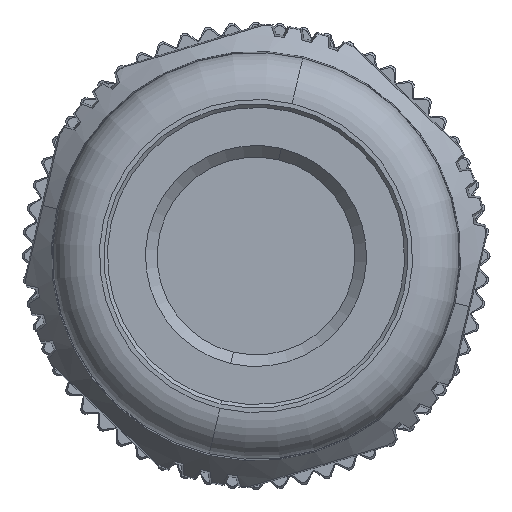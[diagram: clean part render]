
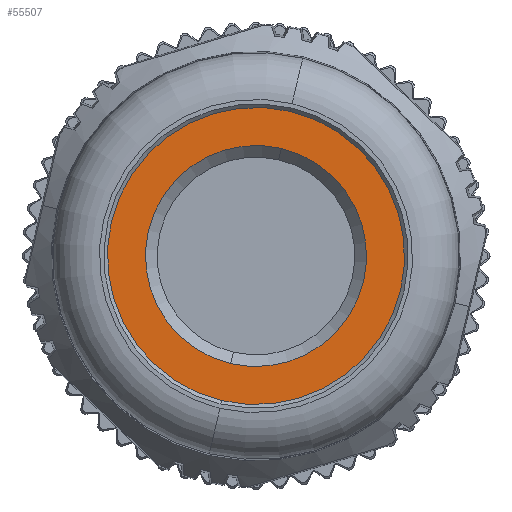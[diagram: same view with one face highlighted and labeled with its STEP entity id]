
A CAD part, front view. The second image highlights one B-rep face of the part: STEP entity #55507.
In plain terms, the highlighted planar face has unit normal (0, -1, 0).
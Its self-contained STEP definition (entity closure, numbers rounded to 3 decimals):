
#16737=CARTESIAN_POINT('',(0.,-50.9,0.));
#16738=DIRECTION('',(0.,1.,0.));
#16739=DIRECTION('',(-0.23,0.,-0.973));
#16740=AXIS2_PLACEMENT_3D('',#16737,#16738,#16739);
#16742=CARTESIAN_POINT('',(0.,-50.9,0.));
#16743=DIRECTION('',(0.,1.,0.));
#16744=DIRECTION('',(0.23,0.,0.973));
#16745=AXIS2_PLACEMENT_3D('',#16742,#16743,#16744);
#16747=CARTESIAN_POINT('',(0.,-50.9,0.));
#16748=DIRECTION('',(0.,-1.,0.));
#16749=DIRECTION('',(0.23,0.,0.973));
#16750=AXIS2_PLACEMENT_3D('',#16747,#16748,#16749);
#16752=CARTESIAN_POINT('',(0.,-50.9,0.));
#16753=DIRECTION('',(0.,-1.,0.));
#16754=DIRECTION('',(-0.23,0.,-0.973));
#16755=AXIS2_PLACEMENT_3D('',#16752,#16753,#16754);
#33227=CARTESIAN_POINT('',(1.461,-50.9,6.18));
#33228=VERTEX_POINT('',#33227);
#33229=CARTESIAN_POINT('',(-1.461,-50.9,-6.18));
#33230=VERTEX_POINT('',#33229);
#33231=CARTESIAN_POINT('',(1.087,-50.9,4.598));
#33232=CARTESIAN_POINT('',(-1.087,-50.9,-4.598));
#33233=VERTEX_POINT('',#33231);
#33234=VERTEX_POINT('',#33232);
#55492=CARTESIAN_POINT('',(0.,-50.9,0.));
#55493=DIRECTION('',(0.,-1.,0.));
#55494=DIRECTION('',(-0.23,0.,-0.973));
#55495=AXIS2_PLACEMENT_3D('',#55492,#55493,#55494);
#55496=PLANE('',#55495);
#55497=ORIENTED_EDGE('',*,*,#55472,.T.);
#55498=ORIENTED_EDGE('',*,*,#55486,.T.);
#55499=EDGE_LOOP('',(#55497,#55498));
#55500=FACE_OUTER_BOUND('',#55499,.F.);
#55502=ORIENTED_EDGE('',*,*,#55501,.T.);
#55504=ORIENTED_EDGE('',*,*,#55503,.T.);
#55505=EDGE_LOOP('',(#55502,#55504));
#55506=FACE_BOUND('',#55505,.F.);
#55507=ADVANCED_FACE('',(#55500,#55506),#55496,.T.);
#16741=CIRCLE('',#16740,6.35);
#16746=CIRCLE('',#16745,6.35);
#16751=CIRCLE('',#16750,4.725);
#16756=CIRCLE('',#16755,4.725);
#55472=EDGE_CURVE('',#33230,#33228,#16741,.T.);
#55486=EDGE_CURVE('',#33228,#33230,#16746,.T.);
#55501=EDGE_CURVE('',#33233,#33234,#16751,.T.);
#55503=EDGE_CURVE('',#33234,#33233,#16756,.T.);
